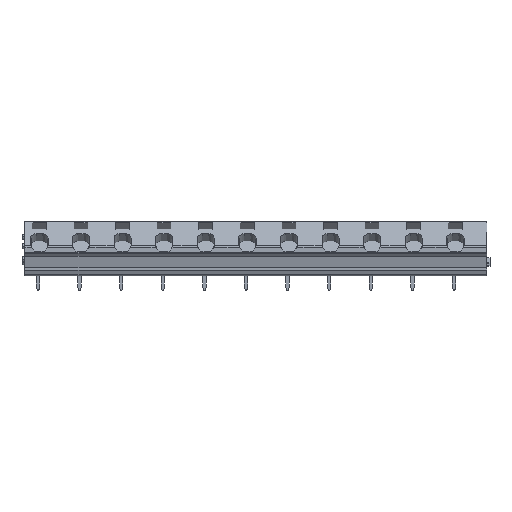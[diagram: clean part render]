
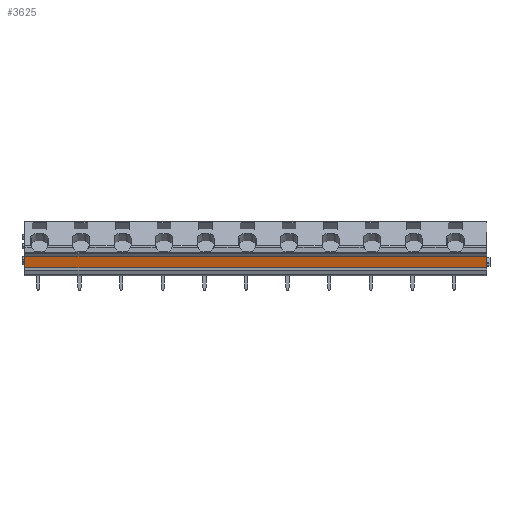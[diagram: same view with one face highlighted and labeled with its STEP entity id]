
A CAD part, front view. The second image highlights one B-rep face of the part: STEP entity #3625.
In plain terms, the highlighted planar face has unit normal (0, -0.966, -0.259).
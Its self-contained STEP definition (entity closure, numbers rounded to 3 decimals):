
#3598=AXIS2_PLACEMENT_3D('Plane Axis2P3D',#3595,#3596,#3597) ;
#3573=CARTESIAN_POINT('Vertex',(111.7,1.37,5.45)) ;
#3576=CARTESIAN_POINT('Line Origine',(56.2,1.37,5.45)) ;
#3580=CARTESIAN_POINT('Vertex',(0.7,1.37,5.45)) ;
#3595=CARTESIAN_POINT('Axis2P3D Location',(0.,0.634,8.2)) ;
#3600=CARTESIAN_POINT('Line Origine',(111.7,1.002,6.825)) ;
#3604=CARTESIAN_POINT('Vertex',(111.7,0.634,8.2)) ;
#3607=CARTESIAN_POINT('Line Origine',(56.2,0.634,8.2)) ;
#3611=CARTESIAN_POINT('Vertex',(0.7,0.634,8.2)) ;
#3614=CARTESIAN_POINT('Line Origine',(0.7,1.002,6.825)) ;
#3577=DIRECTION('Vector Direction',(1.,0.,0.)) ;
#3596=DIRECTION('Axis2P3D Direction',(0.,-0.966,-0.259)) ;
#3597=DIRECTION('Axis2P3D XDirection',(0.,0.259,-0.966)) ;
#3601=DIRECTION('Vector Direction',(0.,0.259,-0.966)) ;
#3608=DIRECTION('Vector Direction',(1.,0.,0.)) ;
#3615=DIRECTION('Vector Direction',(0.,0.259,-0.966)) ;
#3578=VECTOR('Line Direction',#3577,1.) ;
#3602=VECTOR('Line Direction',#3601,1.) ;
#3609=VECTOR('Line Direction',#3608,1.) ;
#3616=VECTOR('Line Direction',#3615,1.) ;
#3620=ORIENTED_EDGE('',*,*,#3606,.F.) ;
#3621=ORIENTED_EDGE('',*,*,#3613,.F.) ;
#3622=ORIENTED_EDGE('',*,*,#3618,.F.) ;
#3623=ORIENTED_EDGE('',*,*,#3582,.T.) ;
#3625=ADVANCED_FACE('HOUSING',(#3624),#3599,.T.) ;
#3582=EDGE_CURVE('',#3581,#3574,#3579,.T.) ;
#3606=EDGE_CURVE('',#3605,#3574,#3603,.T.) ;
#3613=EDGE_CURVE('',#3612,#3605,#3610,.T.) ;
#3618=EDGE_CURVE('',#3581,#3612,#3617,.F.) ;
#3619=EDGE_LOOP('',(#3620,#3621,#3622,#3623)) ;
#3624=FACE_OUTER_BOUND('',#3619,.T.) ;
#3579=LINE('Line',#3576,#3578) ;
#3603=LINE('Line',#3600,#3602) ;
#3610=LINE('Line',#3607,#3609) ;
#3617=LINE('Line',#3614,#3616) ;
#3599=PLANE('',#3598) ;
#3574=VERTEX_POINT('',#3573) ;
#3581=VERTEX_POINT('',#3580) ;
#3605=VERTEX_POINT('',#3604) ;
#3612=VERTEX_POINT('',#3611) ;
